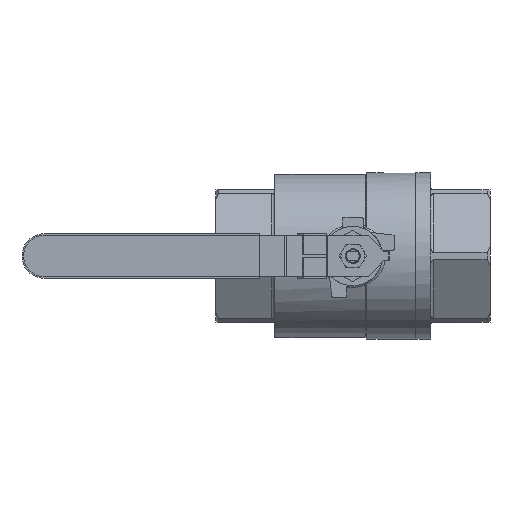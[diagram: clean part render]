
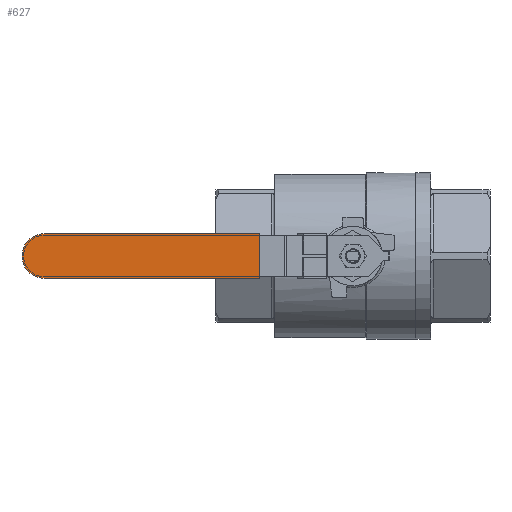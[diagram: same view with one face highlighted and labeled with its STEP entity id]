
A CAD part, left-side view. The second image highlights one B-rep face of the part: STEP entity #627.
In plain terms, the highlighted face is planar.
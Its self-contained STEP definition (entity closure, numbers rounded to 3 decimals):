
#627 = ADVANCED_FACE( '', ( #1313 ), #1314, .F. );
#1313 = FACE_OUTER_BOUND( '', #2548, .T. );
#1314 = PLANE( '', #2549 );
#2548 = EDGE_LOOP( '', ( #4601, #4602, #4603, #4604 ) );
#2549 = AXIS2_PLACEMENT_3D( '', #4605, #4606, #4607 );
#4601 = ORIENTED_EDGE( '', *, *, #5572, .T. );
#4602 = ORIENTED_EDGE( '', *, *, #5116, .T. );
#4603 = ORIENTED_EDGE( '', *, *, #5297, .T. );
#4604 = ORIENTED_EDGE( '', *, *, #5601, .F. );
#4605 = CARTESIAN_POINT( '', ( -15., 160., 3. ) );
#4606 = DIRECTION( '', ( 0., 0., -1. ) );
#4607 = DIRECTION( '', ( -1., 0., 0. ) );
#5116 = EDGE_CURVE( '', #5998, #5999, #6000, .T. );
#5297 = EDGE_CURVE( '', #5999, #6311, #6313, .T. );
#5572 = EDGE_CURVE( '', #6730, #5998, #6731, .F. );
#5601 = EDGE_CURVE( '', #6730, #6311, #6772, .T. );
#5998 = VERTEX_POINT( '', #7729 );
#5999 = VERTEX_POINT( '', #7730 );
#6000 = LINE( '', #7731, #7732 );
#6311 = VERTEX_POINT( '', #8693 );
#6313 = LINE( '', #8696, #8697 );
#6730 = VERTEX_POINT( '', #9669 );
#6731 = CIRCLE( '', #9670, 15. );
#6772 = LINE( '', #9729, #9730 );
#7729 = CARTESIAN_POINT( '', ( -15., 145., 3. ) );
#7730 = CARTESIAN_POINT( '', ( -15., 0., 3. ) );
#7731 = CARTESIAN_POINT( '', ( -15., 160., 3. ) );
#7732 = VECTOR( '', #11337, 1000. );
#8693 = CARTESIAN_POINT( '', ( 15., 0., 3. ) );
#8696 = CARTESIAN_POINT( '', ( -15., 0., 3. ) );
#8697 = VECTOR( '', #11505, 1000. );
#9669 = CARTESIAN_POINT( '', ( 15., 145., 3. ) );
#9670 = AXIS2_PLACEMENT_3D( '', #11810, #11811, #11812 );
#9729 = CARTESIAN_POINT( '', ( 15., 160., 3. ) );
#9730 = VECTOR( '', #11840, 1000. );
#11337 = DIRECTION( '', ( 0., -1., 0. ) );
#11505 = DIRECTION( '', ( 1., 0., 0. ) );
#11810 = CARTESIAN_POINT( '', ( 0., 145., 3. ) );
#11811 = DIRECTION( '', ( 0., 0., -1. ) );
#11812 = DIRECTION( '', ( -1., 0., 0. ) );
#11840 = DIRECTION( '', ( 0., -1., 0. ) );
